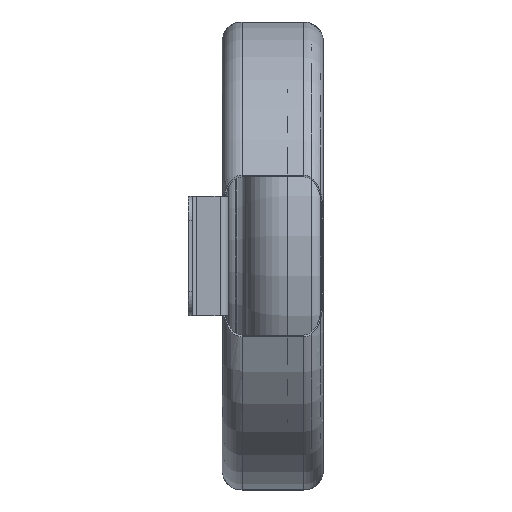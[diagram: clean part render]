
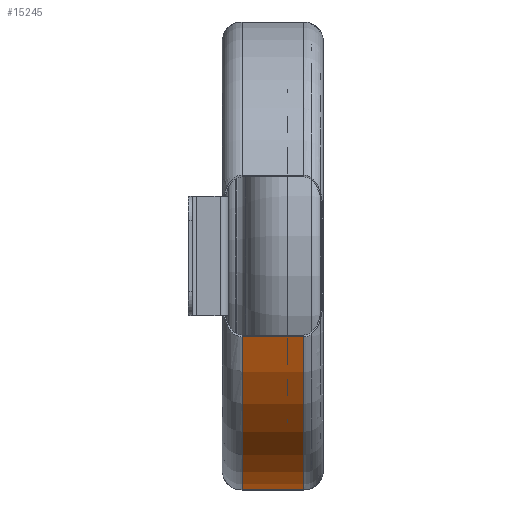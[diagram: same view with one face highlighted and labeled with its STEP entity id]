
A CAD part, left-side view. The second image highlights one B-rep face of the part: STEP entity #15245.
In plain terms, the highlighted cylindrical face has radius 5.911 mm (diameter 11.822 mm), a partial arc.
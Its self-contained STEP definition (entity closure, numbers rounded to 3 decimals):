
#1359=CIRCLE('',#16159,5.911);
#1360=CIRCLE('',#16161,5.911);
#2467=FACE_OUTER_BOUND('',#3392,.T.);
#3392=EDGE_LOOP('',(#12814,#12815,#12816,#12817));
#4600=LINE('',#25350,#6126);
#4603=LINE('',#25445,#6129);
#6126=VECTOR('',#18357,1.55);
#6129=VECTOR('',#18376,1.55);
#7647=VERTEX_POINT('',#25336);
#7648=VERTEX_POINT('',#25349);
#7659=VERTEX_POINT('',#25429);
#7660=VERTEX_POINT('',#25444);
#9468=EDGE_CURVE('',#7648,#7647,#4600,.T.);
#9481=EDGE_CURVE('',#7659,#7647,#1359,.T.);
#9482=EDGE_CURVE('',#7660,#7659,#4603,.T.);
#9483=EDGE_CURVE('',#7648,#7660,#1360,.T.);
#12814=ORIENTED_EDGE('',*,*,#9468,.T.);
#12815=ORIENTED_EDGE('',*,*,#9481,.F.);
#12816=ORIENTED_EDGE('',*,*,#9482,.F.);
#12817=ORIENTED_EDGE('',*,*,#9483,.F.);
#14748=CYLINDRICAL_SURFACE('',#16160,5.911);
#15245=ADVANCED_FACE('',(#2467),#14748,.T.);
#16159=AXIS2_PLACEMENT_3D('',#25442,#18372,#18373);
#16160=AXIS2_PLACEMENT_3D('',#25443,#18374,#18375);
#16161=AXIS2_PLACEMENT_3D('',#25446,#18377,#18378);
#18357=DIRECTION('',(0.,0.,-1.));
#18372=DIRECTION('center_axis',(0.,0.,-1.));
#18373=DIRECTION('ref_axis',(-1.,0.,0.));
#18374=DIRECTION('center_axis',(0.,0.,-1.));
#18375=DIRECTION('ref_axis',(0.933,-0.359,0.));
#18376=DIRECTION('',(0.,0.,-1.));
#18377=DIRECTION('center_axis',(0.,0.,1.));
#18378=DIRECTION('ref_axis',(-1.,0.,0.));
#25336=CARTESIAN_POINT('',(-12.27,-2.041,-2.05));
#25349=CARTESIAN_POINT('',(-12.27,-2.041,-0.5));
#25350=CARTESIAN_POINT('',(-12.27,-2.041,0.));
#25429=CARTESIAN_POINT('',(-4.265,-5.376,-2.05));
#25442=CARTESIAN_POINT('Origin',(-6.723,0.,
-2.05));
#25443=CARTESIAN_POINT('Origin',(-6.723,0.,
0.));
#25444=CARTESIAN_POINT('',(-4.265,-5.376,-0.5));
#25445=CARTESIAN_POINT('',(-4.265,-5.376,0.));
#25446=CARTESIAN_POINT('Origin',(-6.723,0.,
-0.5));
